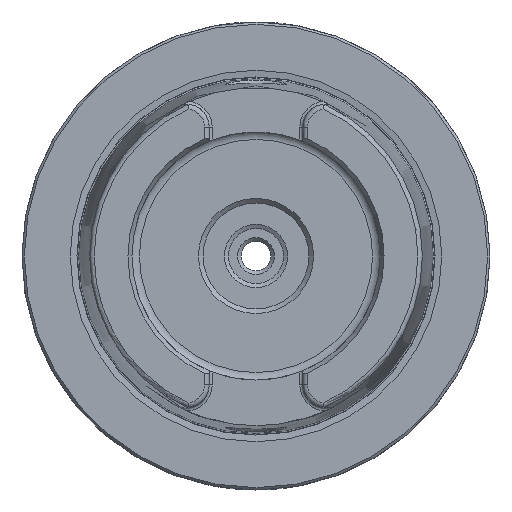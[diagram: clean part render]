
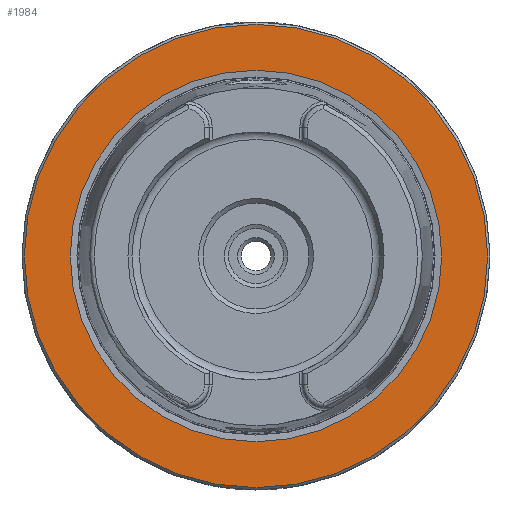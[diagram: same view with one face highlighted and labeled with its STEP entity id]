
A CAD part, left-side view. The second image highlights one B-rep face of the part: STEP entity #1984.
In plain terms, the highlighted planar face has unit normal (-1, 0, 0).
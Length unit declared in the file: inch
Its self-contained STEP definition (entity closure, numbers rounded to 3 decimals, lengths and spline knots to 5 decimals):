
#129=FACE_BOUND('',#414,.T.);
#161=PLANE('',#2213);
#296=FACE_OUTER_BOUND('',#413,.T.);
#413=EDGE_LOOP('',(#1793));
#414=EDGE_LOOP('',(#1794));
#735=CIRCLE('',#2212,1.94882);
#736=CIRCLE('',#2214,1.56229);
#935=VERTEX_POINT('',#4733);
#936=VERTEX_POINT('',#4737);
#1227=EDGE_CURVE('',#935,#935,#735,.T.);
#1228=EDGE_CURVE('',#936,#936,#736,.T.);
#1793=ORIENTED_EDGE('',*,*,#1227,.F.);
#1794=ORIENTED_EDGE('',*,*,#1228,.T.);
#1984=ADVANCED_FACE('',(#296,#129),#161,.T.);
#2212=AXIS2_PLACEMENT_3D('',#4735,#2737,#2738);
#2213=AXIS2_PLACEMENT_3D('',#4736,#2739,#2740);
#2214=AXIS2_PLACEMENT_3D('',#4738,#2741,#2742);
#2737=DIRECTION('center_axis',(1.,0.,0.));
#2738=DIRECTION('ref_axis',(0.,1.,0.));
#2739=DIRECTION('center_axis',(-1.,0.,0.));
#2740=DIRECTION('ref_axis',(0.,-1.,0.));
#2741=DIRECTION('center_axis',(1.,0.,0.));
#2742=DIRECTION('ref_axis',(0.,1.,0.));
#4733=CARTESIAN_POINT('',(0.,0.,-1.94882));
#4735=CARTESIAN_POINT('Origin',(0.,0.,0.));
#4736=CARTESIAN_POINT('Origin',(0.,0.,
1.94882));
#4737=CARTESIAN_POINT('',(0.,0.,-1.56229));
#4738=CARTESIAN_POINT('Origin',(0.,0.,0.));
